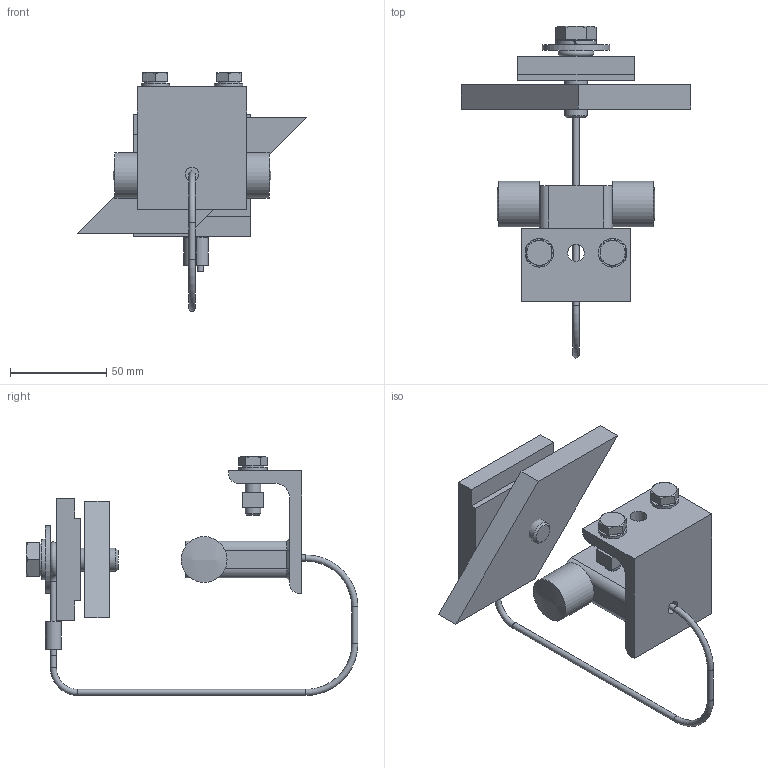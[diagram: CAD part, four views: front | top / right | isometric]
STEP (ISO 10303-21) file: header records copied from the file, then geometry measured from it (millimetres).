
FILE_DESCRIPTION((''),'2;1');
FILE_NAME('25577 ETA-4_5 ADJUSTABLE INSERTABLE MID-RAIL STOP.stp','2013-04-02T11:19:01',('jholman'),(''),'Autodesk Inventor 2011','Autodesk Inventor 2011','');
FILE_SCHEMA(('AUTOMOTIVE_DESIGN { 1 0 10303 214 1 1 1 1 }'));
Length unit declared in the file: inch
Products named in the file (18): 25577; 3D1108F4B; 3D1188F4B; 3D1168F4A; 3D1158F4A; 3D1118F4A; 3D1178F4B; Hex Cap Screw - Metric M8 x 25; DIN 128 A8; 3D11PBG4A; 25086; 25081; DIN 128 A12; Plain Washer (Inch) 1/2 - wide - Type A; Hex Cap Screw - Metric M12 x 40; 3D11FUH4A; 3D11HUH4A; 3D11KKB4A
Assembly tree (20 placements, depth 3):
  25577
    3D1108F4B
    3D1188F4B
    3D1168F4A  x2
      3D1158F4A
      3D1118F4A
    3D1178F4B
    Hex Cap Screw - Metric M8 x 25  x2
    DIN 128 A8  x2
    3D11PBG4A
    25086
    25081
    DIN 128 A12
    Plain Washer (Inch) 1/2 - wide - Type A
    Hex Cap Screw - Metric M12 x 40
    3D11FUH4A
    3D11HUH4A
    3D11KKB4A
Bounding box: 118.99 x 172.41 x 124.12 mm (x, y, z)
Volume: 179293.4 mm3; surface area: 70915.7 mm2
Topology: 20 solids, 20 shells, 297 faces, 668 edges, 425 vertices
Faces by surface type: plane 166, cylinder 65, torus 33, cone 31, sphere 2
Full cylindrical faces by diameter (mm): 3.175 x7, 5.182 x1, 6.401 x2, 7.144 x1, 7.798 x2, 8 x2, 8.357 x2, 8.731 x6, 9.525 x1, 10.109 x1, 10.319 x2, 11.113 x2, 11.6 x2, 11.906 x2, 12 x1, 13.494 x1, 14.275 x1, 16.6 x1, 23.813 x2, 34.925 x1
Entity records: 6861 total; most frequent: CARTESIAN_POINT 1233, DIRECTION 1145, ORIENTED_EDGE 922, EDGE_CURVE 461, AXIS2_PLACEMENT_3D 456, EDGE_LOOP 321, VERTEX_POINT 320, VECTOR 233
